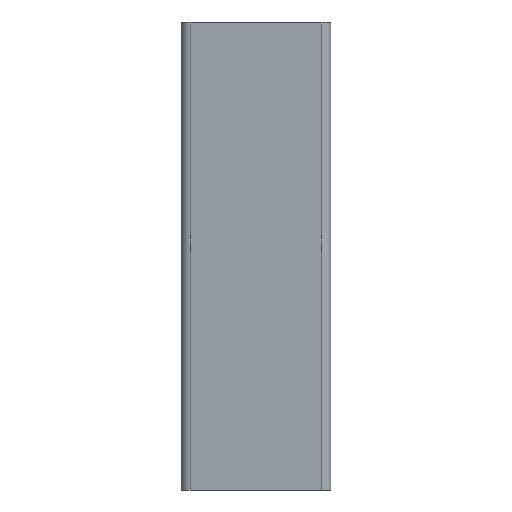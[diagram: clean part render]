
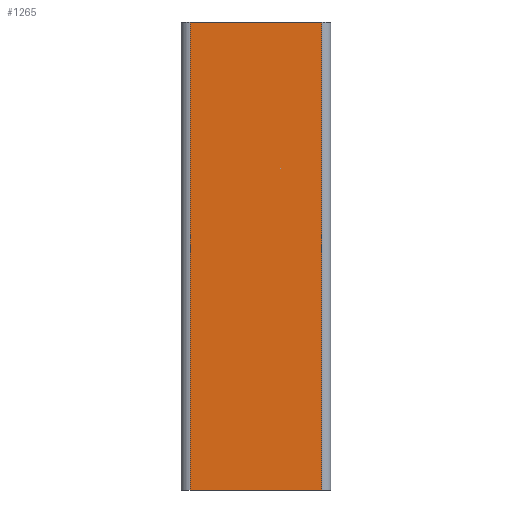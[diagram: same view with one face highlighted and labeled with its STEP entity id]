
A CAD part, left-side view. The second image highlights one B-rep face of the part: STEP entity #1265.
In plain terms, the highlighted planar face has unit normal (-1, 0, 0).
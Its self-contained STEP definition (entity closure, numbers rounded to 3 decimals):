
#51=PLANE('',#1390);
#112=FACE_OUTER_BOUND('',#180,.T.);
#180=EDGE_LOOP('',(#1091,#1092,#1093,#1094));
#303=LINE('',#2122,#426);
#305=LINE('',#2128,#428);
#307=LINE('',#2134,#430);
#308=LINE('',#2135,#431);
#426=VECTOR('',#1741,28.);
#428=VECTOR('',#1747,100.);
#430=VECTOR('',#1753,100.);
#431=VECTOR('',#1754,28.);
#614=VERTEX_POINT('',#2119);
#615=VERTEX_POINT('',#2121);
#617=VERTEX_POINT('',#2127);
#619=VERTEX_POINT('',#2133);
#792=EDGE_CURVE('',#615,#614,#303,.T.);
#795=EDGE_CURVE('',#617,#615,#305,.T.);
#798=EDGE_CURVE('',#619,#614,#307,.T.);
#799=EDGE_CURVE('',#617,#619,#308,.T.);
#1091=ORIENTED_EDGE('',*,*,#792,.T.);
#1092=ORIENTED_EDGE('',*,*,#798,.F.);
#1093=ORIENTED_EDGE('',*,*,#799,.F.);
#1094=ORIENTED_EDGE('',*,*,#795,.T.);
#1265=ADVANCED_FACE('',(#112),#51,.T.);
#1390=AXIS2_PLACEMENT_3D('',#2132,#1751,#1752);
#1741=DIRECTION('',(0.,1.,0.));
#1747=DIRECTION('',(0.,0.,1.));
#1751=DIRECTION('center_axis',(-1.,0.,0.));
#1752=DIRECTION('ref_axis',(0.,-1.,0.));
#1753=DIRECTION('',(0.,0.,1.));
#1754=DIRECTION('',(0.,1.,0.));
#2119=CARTESIAN_POINT('',(-10.,18.,100.));
#2121=CARTESIAN_POINT('',(-10.,-10.,100.));
#2122=CARTESIAN_POINT('',(-10.,11.,100.));
#2127=CARTESIAN_POINT('',(-10.,-10.,0.));
#2128=CARTESIAN_POINT('',(-10.,-10.,0.));
#2132=CARTESIAN_POINT('Origin',(-10.,18.,0.));
#2133=CARTESIAN_POINT('',(-10.,18.,0.));
#2134=CARTESIAN_POINT('',(-10.,18.,0.));
#2135=CARTESIAN_POINT('',(-10.,11.,0.));
